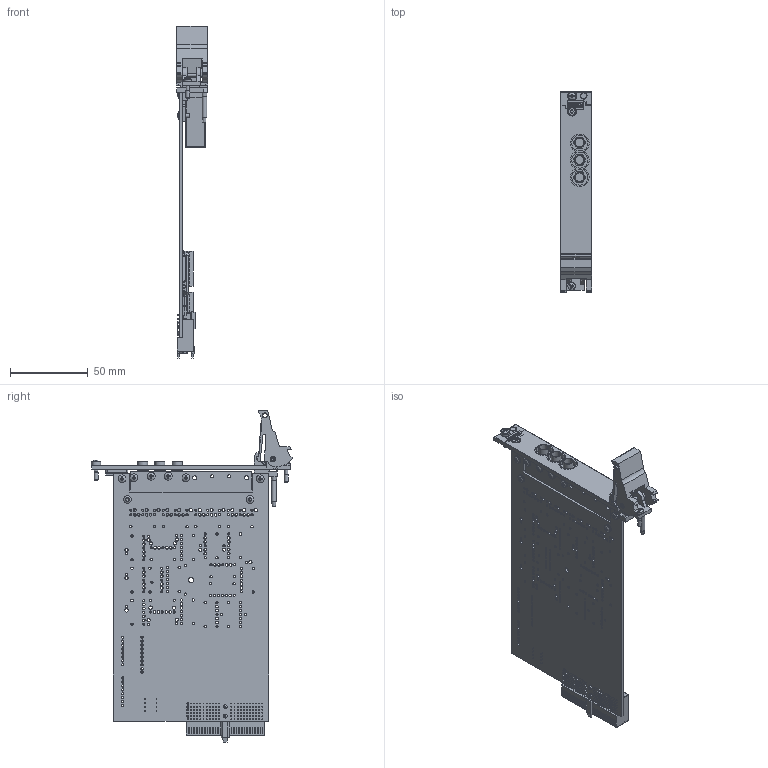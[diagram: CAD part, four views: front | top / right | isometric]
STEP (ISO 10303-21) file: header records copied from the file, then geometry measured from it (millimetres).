
FILE_DESCRIPTION (( 'STEP AP214' ), '1' );
FILE_NAME ('40-780-521 PXI SPDT 20GHz 50 Ohm.STEP', '2013-09-09T09:14:20', ( 'admin' ), ( '' ), 'SwSTEP 2.0', 'SolidWorks 2012', '' );
FILE_SCHEMA (( 'AUTOMOTIVE_DESIGN' ));
Length unit declared in the file: millimetre
Products named in the file (1): 40-780-521 PXI SPDT 20GHz 50 Ohm
Bounding box: 20 x 129.67 x 213.99 mm (x, y, z)
Surface area: 66616.6 mm2 (no closed solid volume)
Topology: 0 solids, 412 shells, 3268 faces, 14488 edges, 11129 vertices
Faces by surface type: plane 2334, cylinder 856, cone 33, bspline 18, sphere 14, torus 13
Full cylindrical faces by diameter (mm): 0.5 x2, 0.6 x110, 1 x29, 1.245 x5, 1.397 x60, 1.422 x27, 1.496 x2, 1.524 x66, 1.651 x80, 1.967 x2, 2 x5, 2.015 x1, 2.032 x16, 2.05 x3, 2.094 x1, 2.095 x5, 2.179 x1, 2.438 x2, 2.497 x1, 2.5 x8, 2.6 x3, 2.7 x1, 2.8 x1, 3 x3, 3.1 x4, 3.23 x1, 3.665 x1, 4.35 x1, 4.7 x1, 5 x9
Entity records: 188749 total; most frequent: CARTESIAN_POINT 40350, DIRECTION 22225, ORIENTED_EDGE 18936, EDGE_CURVE 13877, VERTEX_POINT 11011, LINE 10341, VECTOR 10341, AXIS2_PLACEMENT_3D 5942
